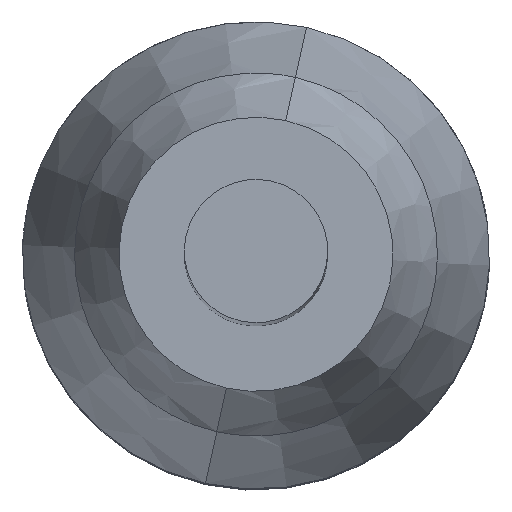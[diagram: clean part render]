
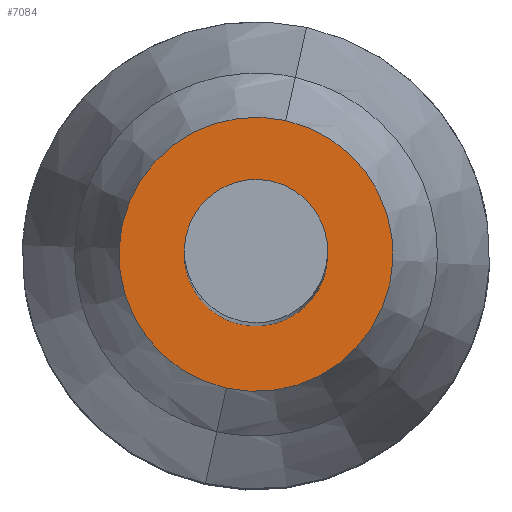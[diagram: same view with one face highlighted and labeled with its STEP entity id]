
A CAD part, top view. The second image highlights one B-rep face of the part: STEP entity #7084.
In plain terms, the highlighted planar face has unit normal (0, 0, 1).
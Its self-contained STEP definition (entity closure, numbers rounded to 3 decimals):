
#6744=AXIS2_PLACEMENT_3D('Circle Axis2P3D',#6742,#6743,$) ;
#6761=AXIS2_PLACEMENT_3D('Circle Axis2P3D',#6759,#6760,$) ;
#6996=AXIS2_PLACEMENT_3D('Plane Axis2P3D',#6993,#6994,#6995) ;
#6732=CARTESIAN_POINT('Vertex',(6.548,3.204,45.4)) ;
#6739=CARTESIAN_POINT('Vertex',(8.452,11.796,45.4)) ;
#6742=CARTESIAN_POINT('Axis2P3D Location',(7.5,7.5,45.4)) ;
#6759=CARTESIAN_POINT('Axis2P3D Location',(7.5,7.5,45.4)) ;
#6993=CARTESIAN_POINT('Axis2P3D Location',(7.5,7.5,45.4)) ;
#7003=CARTESIAN_POINT('Control Point',(9.745,7.002,45.4)) ;
#7004=CARTESIAN_POINT('Control Point',(9.782,7.167,45.4)) ;
#7005=CARTESIAN_POINT('Control Point',(9.803,7.336,45.4)) ;
#7006=CARTESIAN_POINT('Control Point',(9.809,7.505,45.4)) ;
#7007=CARTESIAN_POINT('Control Point',(9.787,7.898,45.4)) ;
#7008=CARTESIAN_POINT('Control Point',(9.681,8.279,45.4)) ;
#7009=CARTESIAN_POINT('Control Point',(9.596,8.487,45.4)) ;
#7010=CARTESIAN_POINT('Control Point',(9.375,8.878,45.4)) ;
#7011=CARTESIAN_POINT('Control Point',(9.068,9.205,45.4)) ;
#7012=CARTESIAN_POINT('Control Point',(8.895,9.349,45.4)) ;
#7013=CARTESIAN_POINT('Control Point',(8.615,9.53,45.4)) ;
#7014=CARTESIAN_POINT('Control Point',(8.309,9.657,45.4)) ;
#7015=CARTESIAN_POINT('Control Point',(8.207,9.693,45.4)) ;
#7016=CARTESIAN_POINT('Control Point',(8.103,9.722,45.4)) ;
#7017=CARTESIAN_POINT('Control Point',(7.998,9.745,45.4)) ;
#7018=CARTESIAN_POINT('Vertex',(9.745,7.002,45.4)) ;
#7020=CARTESIAN_POINT('Vertex',(7.998,9.745,45.4)) ;
#7024=CARTESIAN_POINT('Control Point',(7.002,5.255,45.4)) ;
#7025=CARTESIAN_POINT('Control Point',(7.22,5.206,45.4)) ;
#7026=CARTESIAN_POINT('Control Point',(7.443,5.184,45.4)) ;
#7027=CARTESIAN_POINT('Control Point',(7.668,5.19,45.4)) ;
#7028=CARTESIAN_POINT('Control Point',(8.113,5.255,45.4)) ;
#7029=CARTESIAN_POINT('Control Point',(8.528,5.425,45.4)) ;
#7030=CARTESIAN_POINT('Control Point',(8.725,5.534,45.4)) ;
#7031=CARTESIAN_POINT('Control Point',(9.088,5.799,45.4)) ;
#7032=CARTESIAN_POINT('Control Point',(9.377,6.142,45.4)) ;
#7033=CARTESIAN_POINT('Control Point',(9.5,6.331,45.4)) ;
#7034=CARTESIAN_POINT('Control Point',(9.622,6.581,45.4)) ;
#7035=CARTESIAN_POINT('Control Point',(9.706,6.845,45.4)) ;
#7036=CARTESIAN_POINT('Control Point',(9.721,6.897,45.4)) ;
#7037=CARTESIAN_POINT('Control Point',(9.734,6.95,45.4)) ;
#7038=CARTESIAN_POINT('Control Point',(9.745,7.002,45.4)) ;
#7039=CARTESIAN_POINT('Vertex',(7.002,5.255,45.4)) ;
#7043=CARTESIAN_POINT('Control Point',(5.255,7.998,45.4)) ;
#7044=CARTESIAN_POINT('Control Point',(5.218,7.833,45.4)) ;
#7045=CARTESIAN_POINT('Control Point',(5.197,7.664,45.4)) ;
#7046=CARTESIAN_POINT('Control Point',(5.191,7.495,45.4)) ;
#7047=CARTESIAN_POINT('Control Point',(5.213,7.102,45.4)) ;
#7048=CARTESIAN_POINT('Control Point',(5.319,6.721,45.4)) ;
#7049=CARTESIAN_POINT('Control Point',(5.404,6.513,45.4)) ;
#7050=CARTESIAN_POINT('Control Point',(5.625,6.122,45.4)) ;
#7051=CARTESIAN_POINT('Control Point',(5.932,5.795,45.4)) ;
#7052=CARTESIAN_POINT('Control Point',(6.105,5.651,45.4)) ;
#7053=CARTESIAN_POINT('Control Point',(6.385,5.47,45.4)) ;
#7054=CARTESIAN_POINT('Control Point',(6.691,5.343,45.4)) ;
#7055=CARTESIAN_POINT('Control Point',(6.793,5.307,45.4)) ;
#7056=CARTESIAN_POINT('Control Point',(6.897,5.278,45.4)) ;
#7057=CARTESIAN_POINT('Control Point',(7.002,5.255,45.4)) ;
#7058=CARTESIAN_POINT('Vertex',(5.255,7.998,45.4)) ;
#7062=CARTESIAN_POINT('Control Point',(7.998,9.745,45.4)) ;
#7063=CARTESIAN_POINT('Control Point',(7.78,9.794,45.4)) ;
#7064=CARTESIAN_POINT('Control Point',(7.557,9.816,45.4)) ;
#7065=CARTESIAN_POINT('Control Point',(7.332,9.81,45.4)) ;
#7066=CARTESIAN_POINT('Control Point',(6.887,9.745,45.4)) ;
#7067=CARTESIAN_POINT('Control Point',(6.472,9.575,45.4)) ;
#7068=CARTESIAN_POINT('Control Point',(6.275,9.466,45.4)) ;
#7069=CARTESIAN_POINT('Control Point',(5.912,9.201,45.4)) ;
#7070=CARTESIAN_POINT('Control Point',(5.623,8.858,45.4)) ;
#7071=CARTESIAN_POINT('Control Point',(5.5,8.669,45.4)) ;
#7072=CARTESIAN_POINT('Control Point',(5.378,8.419,45.4)) ;
#7073=CARTESIAN_POINT('Control Point',(5.294,8.155,45.4)) ;
#7074=CARTESIAN_POINT('Control Point',(5.279,8.103,45.4)) ;
#7075=CARTESIAN_POINT('Control Point',(5.266,8.05,45.4)) ;
#7076=CARTESIAN_POINT('Control Point',(5.255,7.998,45.4)) ;
#6743=DIRECTION('Axis2P3D Direction',(0.,0.,-1.)) ;
#6760=DIRECTION('Axis2P3D Direction',(0.,0.,-1.)) ;
#6994=DIRECTION('Axis2P3D Direction',(0.,0.,-1.)) ;
#6995=DIRECTION('Axis2P3D XDirection',(0.216,0.976,0.)) ;
#6999=ORIENTED_EDGE('',*,*,#6763,.F.) ;
#7000=ORIENTED_EDGE('',*,*,#6746,.F.) ;
#7079=ORIENTED_EDGE('',*,*,#7022,.F.) ;
#7080=ORIENTED_EDGE('',*,*,#7041,.F.) ;
#7081=ORIENTED_EDGE('',*,*,#7060,.F.) ;
#7082=ORIENTED_EDGE('',*,*,#7077,.F.) ;
#7083=FACE_BOUND('',#7078,.T.) ;
#7084=ADVANCED_FACE('MANIFOLD_SOLID_BREP #32',(#7001,#7083),#6997,.F.) ;
#7002=B_SPLINE_CURVE_WITH_KNOTS('',5,(#7003,#7004,#7005,#7006,#7007,#7008,#7009,#7010,#7011,#7012,#7013,#7014,#7015,#7016,#7017),.UNSPECIFIED.,.F.,.U.,(6,3,3,3,6),(5.109,6.304,7.88,9.456,10.218),.UNSPECIFIED.) ;
#7023=B_SPLINE_CURVE_WITH_KNOTS('',5,(#7024,#7025,#7026,#7027,#7028,#7029,#7030,#7031,#7032,#7033,#7034,#7035,#7036,#7037,#7038),.UNSPECIFIED.,.F.,.U.,(6,3,3,3,6),(0.,1.576,3.152,4.728,5.109),.UNSPECIFIED.) ;
#7042=B_SPLINE_CURVE_WITH_KNOTS('',5,(#7043,#7044,#7045,#7046,#7047,#7048,#7049,#7050,#7051,#7052,#7053,#7054,#7055,#7056,#7057),.UNSPECIFIED.,.F.,.U.,(6,3,3,3,6),(5.109,6.304,7.88,9.456,10.218),.UNSPECIFIED.) ;
#7061=B_SPLINE_CURVE_WITH_KNOTS('',5,(#7062,#7063,#7064,#7065,#7066,#7067,#7068,#7069,#7070,#7071,#7072,#7073,#7074,#7075,#7076),.UNSPECIFIED.,.F.,.U.,(6,3,3,3,6),(0.,1.576,3.152,4.728,5.109),.UNSPECIFIED.) ;
#6745=CIRCLE('generated circle',#6744,4.4) ;
#6762=CIRCLE('generated circle',#6761,4.4) ;
#6746=EDGE_CURVE('',#6740,#6733,#6745,.T.) ;
#6763=EDGE_CURVE('',#6733,#6740,#6762,.T.) ;
#7022=EDGE_CURVE('',#7019,#7021,#7002,.T.) ;
#7041=EDGE_CURVE('',#7040,#7019,#7023,.T.) ;
#7060=EDGE_CURVE('',#7059,#7040,#7042,.T.) ;
#7077=EDGE_CURVE('',#7021,#7059,#7061,.T.) ;
#6998=EDGE_LOOP('',(#6999,#7000)) ;
#7078=EDGE_LOOP('',(#7079,#7080,#7081,#7082)) ;
#7001=FACE_OUTER_BOUND('',#6998,.T.) ;
#6997=PLANE('',#6996) ;
#6733=VERTEX_POINT('',#6732) ;
#6740=VERTEX_POINT('',#6739) ;
#7019=VERTEX_POINT('',#7018) ;
#7021=VERTEX_POINT('',#7020) ;
#7040=VERTEX_POINT('',#7039) ;
#7059=VERTEX_POINT('',#7058) ;
